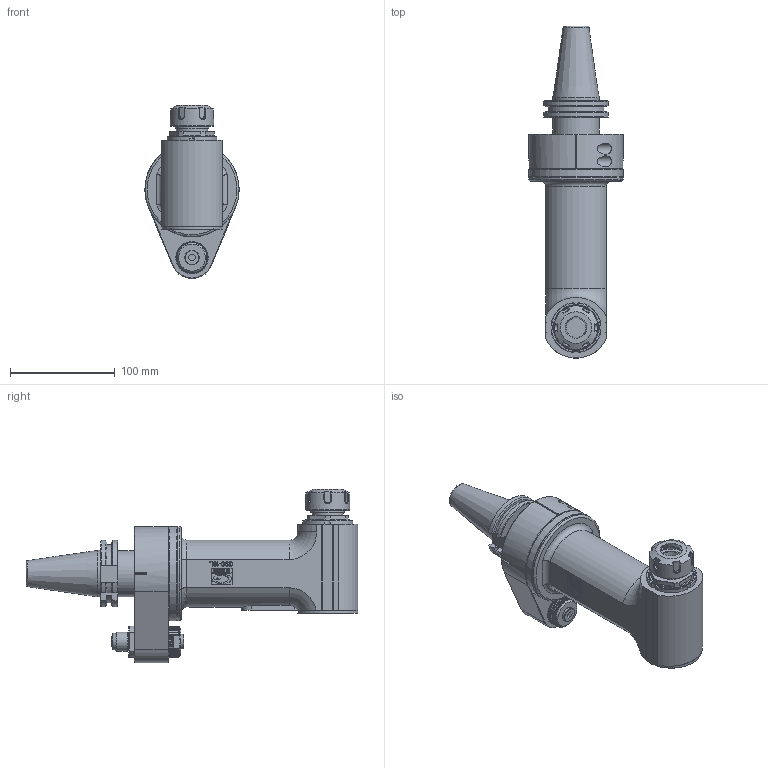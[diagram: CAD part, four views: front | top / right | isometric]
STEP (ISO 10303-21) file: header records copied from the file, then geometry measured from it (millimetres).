
FILE_DESCRIPTION(/* description */ (''),/* implementation_level */ '2;1');
FILE_NAME(/* name */ '9.G90.16L00-12C40.stp',/* time_stamp */ '2023-03-21T14:04:03-04:00',/* author */ ('jkrenzer'),/* organization */ (''),/* preprocessor_version */ 'ST-DEVELOPER v18.1',/* originating_system */ 'Autodesk Inventor 2022',/* authorisation */ '');
FILE_SCHEMA (('AUTOMOTIVE_DESIGN { 1 0 10303 214 3 1 1 }'));
Length unit declared in the file: millimetre
Products named in the file (3): 9.G90.16L00-12C40; 9_G90_16L00; 9_GA1_146_1 (Classic, Type 1, Cat40, 65mm)
Assembly tree (2 placements, depth 2):
  9.G90.16L00-12C40
    9_G90_16L00
    9_GA1_146_1 (Classic, Type 1, Cat40, 65mm)
Bounding box: 90 x 317.29 x 165.5 mm (x, y, z)
Volume: 1077923.5 mm3; surface area: 151071.7 mm2
Topology: 4 solids, 6 shells, 1193 faces, 3182 edges, 2084 vertices
Faces by surface type: plane 751, cylinder 197, cone 141, bspline 88, torus 15, sphere 1
Full cylindrical faces by diameter (mm): 3 x4, 3.14 x1, 3.3 x5, 4 x3, 4.2 x6, 5 x4, 6 x2, 7 x3, 7.5 x4, 8 x4, 8.5 x2, 9 x1, 10 x3, 10.5 x2, 11 x1, 14 x3, 15.2 x1, 16 x1, 17 x2, 18 x3, 19 x1, 20.5 x1, 20.8 x1, 25 x1, 26 x1, 30 x2, 30.5 x1, 32 x1, 33 x1, 35 x2
Entity records: 41963 total; most frequent: CARTESIAN_POINT 12316, ORIENTED_EDGE 6331, DIRECTION 5878, EDGE_CURVE 3169, VERTEX_POINT 2084, LINE 2062, VECTOR 2062, AXIS2_PLACEMENT_3D 1908
